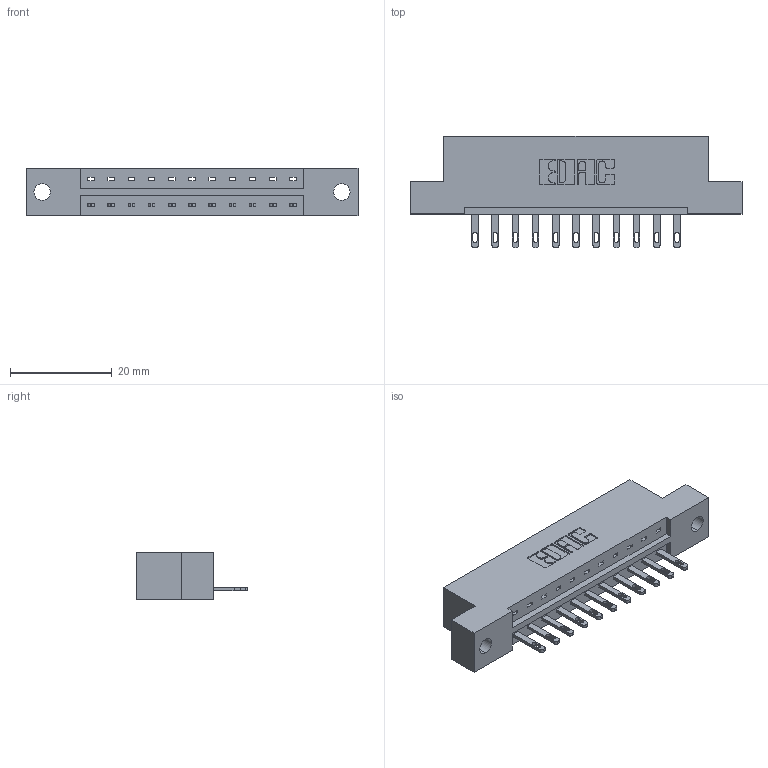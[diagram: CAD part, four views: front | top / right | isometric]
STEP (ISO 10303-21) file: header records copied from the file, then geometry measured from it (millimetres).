
FILE_DESCRIPTION (( 'STEP AP203' ), '1' );
FILE_NAME ('333-011-500-102.STEP', '2018-07-31T23:13:49', ( '' ), ( '' ), 'SwSTEP 2.0', 'SolidWorks 2016', '' );
FILE_SCHEMA (( 'CONFIG_CONTROL_DESIGN' ));
Length unit declared in the file: inch
Products named in the file (3): 333 Part_Flush - .128 Dia; 345-292-001_345-293-100; 333-011-500-102
Assembly tree (12 placements, depth 2):
  333-011-500-102
    333 Part_Flush - .128 Dia
    345-292-001_345-293-100  x11
Bounding box: 65.13 x 21.85 x 9.4 mm (x, y, z)
Volume: 6257 mm3; surface area: 6321.5 mm2
Topology: 12 solids, 12 shells, 708 faces, 2159 edges, 1438 vertices
Faces by surface type: plane 466, cylinder 242
Entity records: 10667 total; most frequent: CARTESIAN_POINT 1851, ORIENTED_EDGE 1798, DIRECTION 1625, EDGE_CURVE 899, VECTOR 767, LINE 767, VERTEX_POINT 598, AXIS2_PLACEMENT_3D 429
